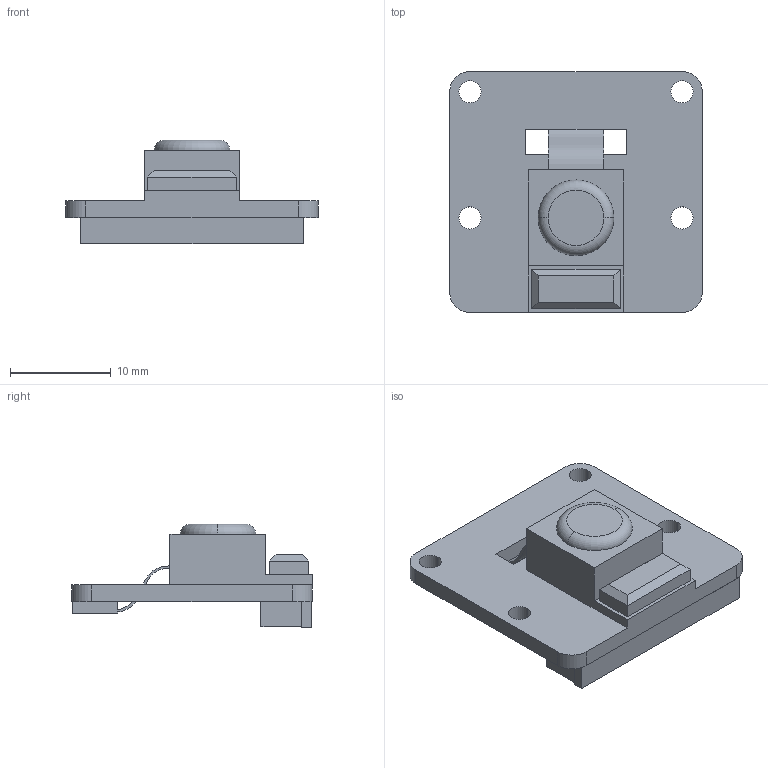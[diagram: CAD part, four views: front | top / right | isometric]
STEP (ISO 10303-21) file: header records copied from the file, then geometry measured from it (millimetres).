
FILE_DESCRIPTION (( 'STEP AP203' ), '1' );
FILE_NAME ('Arducam16MPCamera.STEP', '2023-11-09T09:59:21', ( '' ), ( '' ), 'SwSTEP 2.0', 'SolidWorks 2019', '' );
FILE_SCHEMA (( 'CONFIG_CONTROL_DESIGN' ));
Length unit declared in the file: millimetre
Products named in the file (1): Arducam16MPCamera
Bounding box: 25 x 23.86 x 10.27 mm (x, y, z)
Volume: 1836 mm3; surface area: 1847.2 mm2
Topology: 1 solids, 1 shells, 57 faces, 152 edges, 100 vertices
Faces by surface type: plane 41, cylinder 12, torus 2, bspline 2
Entity records: 1929 total; most frequent: CARTESIAN_POINT 388, ORIENTED_EDGE 304, DIRECTION 290, EDGE_CURVE 152, LINE 118, VECTOR 118, VERTEX_POINT 100, AXIS2_PLACEMENT_3D 86
